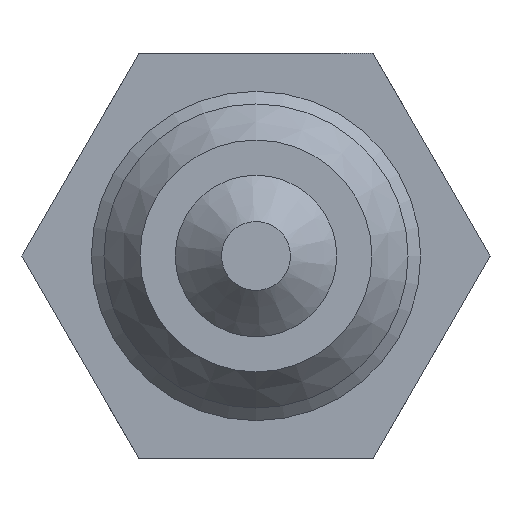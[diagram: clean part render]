
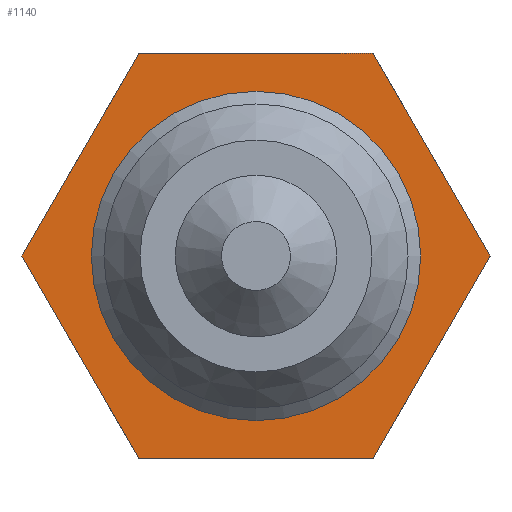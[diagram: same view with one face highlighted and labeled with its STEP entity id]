
A CAD part, left-side view. The second image highlights one B-rep face of the part: STEP entity #1140.
In plain terms, the highlighted planar face has unit normal (-1, 0, 0).
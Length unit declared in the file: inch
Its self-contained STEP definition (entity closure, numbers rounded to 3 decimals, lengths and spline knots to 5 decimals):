
#83=LINE('',#1800,#113);
#84=LINE('',#1802,#114);
#85=LINE('',#1804,#115);
#86=LINE('',#1806,#116);
#87=LINE('',#1808,#117);
#88=LINE('',#1809,#118);
#113=VECTOR('',#1477,1.1547);
#114=VECTOR('',#1478,1.1547);
#115=VECTOR('',#1479,1.1547);
#116=VECTOR('',#1480,1.1547);
#117=VECTOR('',#1481,1.1547);
#118=VECTOR('',#1482,1.1547);
#152=PLANE('',#1259);
#224=FACE_BOUND('',#398,.T.);
#288=FACE_OUTER_BOUND('',#397,.T.);
#397=EDGE_LOOP('',(#862,#863,#864,#865,#866,#867));
#398=EDGE_LOOP('',(#868));
#525=CIRCLE('',#1258,0.67804);
#587=VERTEX_POINT('',#1795);
#588=VERTEX_POINT('',#1798);
#589=VERTEX_POINT('',#1799);
#590=VERTEX_POINT('',#1801);
#591=VERTEX_POINT('',#1803);
#592=VERTEX_POINT('',#1805);
#593=VERTEX_POINT('',#1807);
#697=EDGE_CURVE('',#587,#587,#525,.T.);
#698=EDGE_CURVE('',#588,#589,#83,.T.);
#699=EDGE_CURVE('',#590,#588,#84,.T.);
#700=EDGE_CURVE('',#591,#590,#85,.T.);
#701=EDGE_CURVE('',#592,#591,#86,.T.);
#702=EDGE_CURVE('',#593,#592,#87,.T.);
#703=EDGE_CURVE('',#589,#593,#88,.T.);
#862=ORIENTED_EDGE('',*,*,#698,.F.);
#863=ORIENTED_EDGE('',*,*,#699,.F.);
#864=ORIENTED_EDGE('',*,*,#700,.F.);
#865=ORIENTED_EDGE('',*,*,#701,.F.);
#866=ORIENTED_EDGE('',*,*,#702,.F.);
#867=ORIENTED_EDGE('',*,*,#703,.F.);
#868=ORIENTED_EDGE('',*,*,#697,.F.);
#1140=ADVANCED_FACE('',(#288,#224),#152,.F.);
#1258=AXIS2_PLACEMENT_3D('',#1796,#1473,#1474);
#1259=AXIS2_PLACEMENT_3D('',#1797,#1475,#1476);
#1473=DIRECTION('center_axis',(-1.,0.,0.));
#1474=DIRECTION('ref_axis',(0.,1.,0.));
#1475=DIRECTION('center_axis',(1.,0.,0.));
#1476=DIRECTION('ref_axis',(0.,0.,-1.));
#1477=DIRECTION('',(0.,1.,0.));
#1478=DIRECTION('',(0.,0.5,-0.866));
#1479=DIRECTION('',(0.,-0.5,-0.866));
#1480=DIRECTION('',(0.,-1.,0.));
#1481=DIRECTION('',(0.,-0.5,0.866));
#1482=DIRECTION('',(0.,0.5,0.866));
#1795=CARTESIAN_POINT('',(0.002,0.67804,0.));
#1796=CARTESIAN_POINT('Origin',(0.002,0.,0.));
#1797=CARTESIAN_POINT('Origin',(0.002,1.09,0.));
#1798=CARTESIAN_POINT('',(0.002,-0.57735,-1.));
#1799=CARTESIAN_POINT('',(0.002,0.57735,-1.));
#1800=CARTESIAN_POINT('',(0.002,0.83368,-1.));
#1801=CARTESIAN_POINT('',(0.002,-1.1547,0.));
#1802=CARTESIAN_POINT('',(0.002,-0.58544,-0.98599));
#1803=CARTESIAN_POINT('',(0.002,-0.57735,1.));
#1804=CARTESIAN_POINT('',(0.002,-0.87411,0.48599));
#1805=CARTESIAN_POINT('',(0.002,0.57735,1.));
#1806=CARTESIAN_POINT('',(0.002,0.25632,1.));
#1807=CARTESIAN_POINT('',(0.002,1.1547,0.));
#1808=CARTESIAN_POINT('',(0.002,0.85794,0.51401));
#1809=CARTESIAN_POINT('',(0.002,1.14661,-0.01401));
